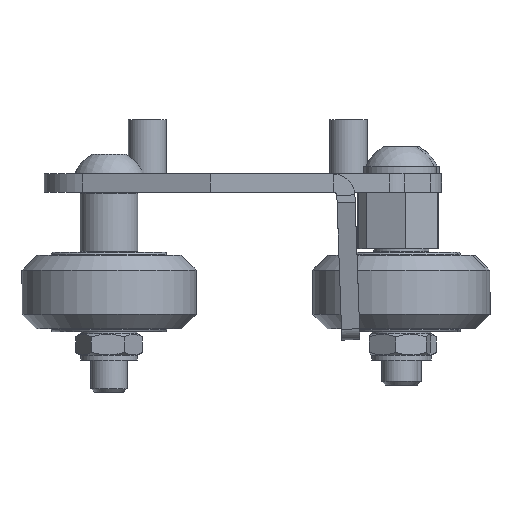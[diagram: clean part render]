
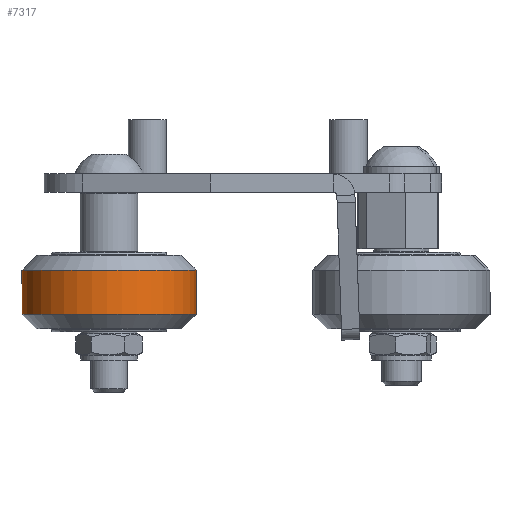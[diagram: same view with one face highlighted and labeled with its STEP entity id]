
A CAD part, left-side view. The second image highlights one B-rep face of the part: STEP entity #7317.
In plain terms, the highlighted cylindrical face has radius 12.05 mm (diameter 24.1 mm), a full revolution.
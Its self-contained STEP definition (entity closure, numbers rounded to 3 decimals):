
#867=CYLINDRICAL_SURFACE('',#8044,12.05);
#1122=FACE_OUTER_BOUND('',#1522,.T.);
#1522=EDGE_LOOP('',(#5312,#5313,#5314,#5315,#5316));
#1941=CIRCLE('',#8045,12.05);
#1942=CIRCLE('',#8046,12.05);
#1943=CIRCLE('',#8047,12.05);
#2416=LINE('',#11607,#2879);
#2879=VECTOR('',#9363,12.05);
#3334=VERTEX_POINT('',#11603);
#3335=VERTEX_POINT('',#11604);
#3336=VERTEX_POINT('',#11606);
#4086=EDGE_CURVE('',#3334,#3335,#1941,.F.);
#4087=EDGE_CURVE('',#3335,#3336,#2416,.T.);
#4088=EDGE_CURVE('',#3336,#3336,#1942,.T.);
#4089=EDGE_CURVE('',#3335,#3334,#1943,.F.);
#5312=ORIENTED_EDGE('',*,*,#4086,.T.);
#5313=ORIENTED_EDGE('',*,*,#4087,.T.);
#5314=ORIENTED_EDGE('',*,*,#4088,.T.);
#5315=ORIENTED_EDGE('',*,*,#4087,.F.);
#5316=ORIENTED_EDGE('',*,*,#4089,.T.);
#7317=ADVANCED_FACE('',(#1122),#867,.T.);
#8044=AXIS2_PLACEMENT_3D('',#11602,#9359,#9360);
#8045=AXIS2_PLACEMENT_3D('',#11605,#9361,#9362);
#8046=AXIS2_PLACEMENT_3D('',#11608,#9364,#9365);
#8047=AXIS2_PLACEMENT_3D('',#11609,#9366,#9367);
#9359=DIRECTION('center_axis',(0.,0.,1.));
#9360=DIRECTION('ref_axis',(1.,0.,0.));
#9361=DIRECTION('center_axis',(0.,0.,1.));
#9362=DIRECTION('ref_axis',(1.,0.,0.));
#9363=DIRECTION('',(0.,0.,-1.));
#9364=DIRECTION('center_axis',(0.,0.,1.));
#9365=DIRECTION('ref_axis',(1.,0.,0.));
#9366=DIRECTION('center_axis',(0.,0.,1.));
#9367=DIRECTION('ref_axis',(1.,0.,0.));
#11602=CARTESIAN_POINT('Origin',(15.5,-35.5,-16.));
#11603=CARTESIAN_POINT('',(27.55,-35.5,-10.4));
#11604=CARTESIAN_POINT('',(3.45,-35.5,-10.4));
#11605=CARTESIAN_POINT('Origin',(15.5,-35.5,-10.4));
#11606=CARTESIAN_POINT('',(3.45,-35.5,-16.5));
#11607=CARTESIAN_POINT('',(3.45,-35.5,-16.));
#11608=CARTESIAN_POINT('Origin',(15.5,-35.5,-16.5));
#11609=CARTESIAN_POINT('Origin',(15.5,-35.5,-10.4));
